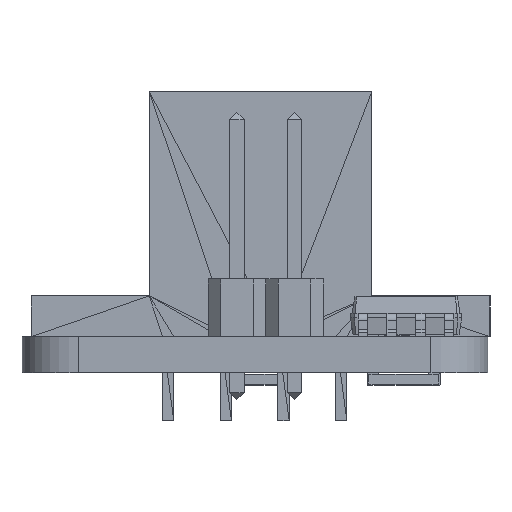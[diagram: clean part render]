
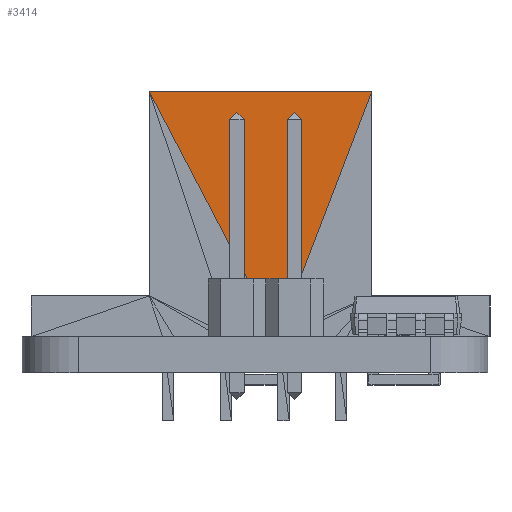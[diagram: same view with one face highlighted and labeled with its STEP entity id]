
A CAD part, left-side view. The second image highlights one B-rep face of the part: STEP entity #3414.
In plain terms, the highlighted planar face has unit normal (-1, 0, 0).
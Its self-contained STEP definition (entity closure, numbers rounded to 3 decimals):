
#1730 = VERTEX_POINT('',#1731);
#1731 = CARTESIAN_POINT('',(0.,4.9,10.8));
#1881 = EDGE_CURVE('',#1882,#1730,#1884,.T.);
#1882 = VERTEX_POINT('',#1883);
#1883 = CARTESIAN_POINT('',(0.,-4.9,10.8));
#1884 = LINE('',#1885,#1886);
#1885 = CARTESIAN_POINT('',(0.,-4.9,10.8));
#1886 = VECTOR('',#1887,1.);
#1887 = DIRECTION('',(0.,1.,0.));
#2258 = VERTEX_POINT('',#2259);
#2259 = CARTESIAN_POINT('',(0.,-0.76,0.));
#3404 = EDGE_CURVE('',#1882,#2258,#3405,.T.);
#3405 = LINE('',#3406,#3407);
#3406 = CARTESIAN_POINT('',(0.,-4.9,10.8));
#3407 = VECTOR('',#3408,1.);
#3408 = DIRECTION('',(0.,0.358,-0.934));
#3414 = ADVANCED_FACE('',(#3415),#3425,.F.);
#3415 = FACE_BOUND('',#3416,.T.);
#3416 = EDGE_LOOP('',(#3417,#3418,#3419));
#3417 = ORIENTED_EDGE('',*,*,#3404,.F.);
#3418 = ORIENTED_EDGE('',*,*,#1881,.T.);
#3419 = ORIENTED_EDGE('',*,*,#3420,.F.);
#3420 = EDGE_CURVE('',#2258,#1730,#3421,.T.);
#3421 = LINE('',#3422,#3423);
#3422 = CARTESIAN_POINT('',(0.,-0.76,0.));
#3423 = VECTOR('',#3424,1.);
#3424 = DIRECTION('',(0.,0.464,0.886));
#3425 = PLANE('',#3426);
#3426 = AXIS2_PLACEMENT_3D('',#3427,#3428,#3429);
#3427 = CARTESIAN_POINT('',(0.,-0.76,0.));
#3428 = DIRECTION('',(1.,0.,0.));
#3429 = DIRECTION('',(0.,0.,1.));
